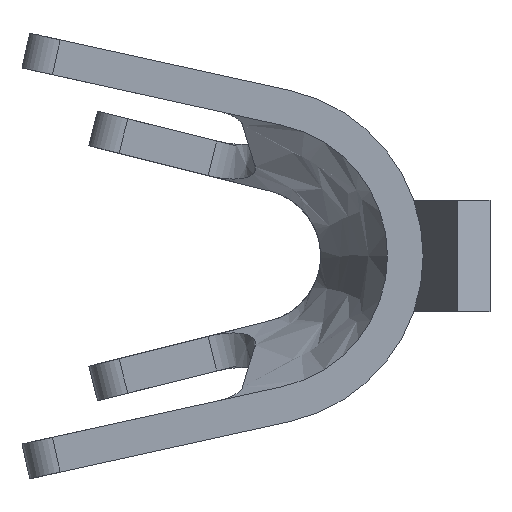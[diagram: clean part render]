
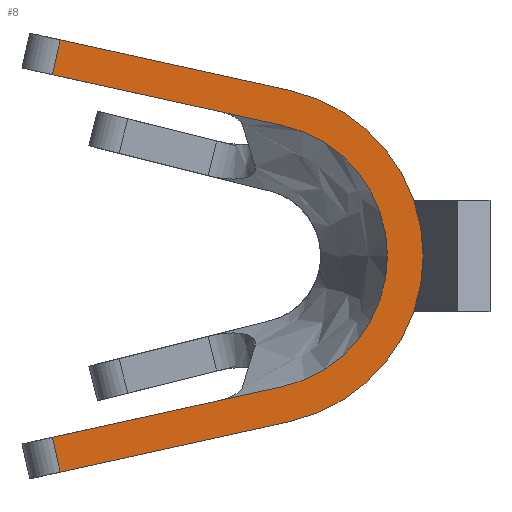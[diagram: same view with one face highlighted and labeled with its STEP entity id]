
A CAD part, left-side view. The second image highlights one B-rep face of the part: STEP entity #8.
In plain terms, the highlighted planar face has unit normal (-1, 0, 0).
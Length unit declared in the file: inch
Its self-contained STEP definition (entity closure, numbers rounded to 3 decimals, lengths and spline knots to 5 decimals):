
#8 = ADVANCED_FACE ( 'NONE', ( #1549 ), #624, .F. ) ;
#23 = EDGE_LOOP ( 'NONE', ( #2411, #56, #2667, #403, #886, #761, #151, #1056 ) ) ;
#56 = ORIENTED_EDGE ( 'NONE', *, *, #743, .T. ) ;
#151 = ORIENTED_EDGE ( 'NONE', *, *, #2545, .F. ) ;
#187 = AXIS2_PLACEMENT_3D ( 'NONE', #1547, #302, #1753 ) ;
#191 = CARTESIAN_POINT ( 'NONE',  ( -0.265, -0.00818, -0.03711 ) ) ;
#258 = CIRCLE ( 'NONE', #187, 0.03 ) ;
#289 = VERTEX_POINT ( 'NONE', #1571 ) ;
#302 = DIRECTION ( 'NONE',  ( -1., 0., 0. ) ) ;
#316 = CARTESIAN_POINT ( 'NONE',  ( -0.265, -0.00646, -0.0293 ) ) ;
#403 = ORIENTED_EDGE ( 'NONE', *, *, #1819, .F. ) ;
#503 = VERTEX_POINT ( 'NONE', #191 ) ;
#533 = CIRCLE ( 'NONE', #1098, 0.038 ) ;
#564 = VECTOR ( 'NONE', #1711, 39.37008 ) ;
#624 = PLANE ( 'NONE',  #1212 ) ;
#699 = CARTESIAN_POINT ( 'NONE',  ( -0.265, -0.00646, 0.0293 ) ) ;
#702 = DIRECTION ( 'NONE',  ( 0., -0.977, -0.215 ) ) ;
#728 = EDGE_CURVE ( 'NONE', #2233, #1631, #1128, .T. ) ;
#743 = EDGE_CURVE ( 'NONE', #2542, #2335, #1196, .T. ) ;
#761 = ORIENTED_EDGE ( 'NONE', *, *, #728, .T. ) ;
#886 = ORIENTED_EDGE ( 'NONE', *, *, #919, .F. ) ;
#887 = DIRECTION ( 'NONE',  ( 0., -0.215, -0.977 ) ) ;
#919 = EDGE_CURVE ( 'NONE', #2233, #289, #1964, .T. ) ;
#963 = DIRECTION ( 'NONE',  ( 0., 0.977, 0.215 ) ) ;
#978 = LINE ( 'NONE', #1893, #2082 ) ;
#1055 = CARTESIAN_POINT ( 'NONE',  ( -0.265, 0., 0. ) ) ;
#1056 = ORIENTED_EDGE ( 'NONE', *, *, #2454, .F. ) ;
#1098 = AXIS2_PLACEMENT_3D ( 'NONE', #2432, #1180, #2671 ) ;
#1111 = CARTESIAN_POINT ( 'NONE',  ( -0.265, 0.04344, -0.04849 ) ) ;
#1128 = LINE ( 'NONE', #1915, #564 ) ;
#1180 = DIRECTION ( 'NONE',  ( 1., 0., 0. ) ) ;
#1188 = VECTOR ( 'NONE', #2643, 39.37008 ) ;
#1196 = LINE ( 'NONE', #1929, #2164 ) ;
#1212 = AXIS2_PLACEMENT_3D ( 'NONE', #1055, #1669, #2095 ) ;
#1271 = CARTESIAN_POINT ( 'NONE',  ( -0.265, 0.04344, 0.04849 ) ) ;
#1359 = VECTOR ( 'NONE', #702, 39.37008 ) ;
#1436 = EDGE_CURVE ( 'NONE', #503, #2335, #978, .T. ) ;
#1547 = CARTESIAN_POINT ( 'NONE',  ( -0.265, 0., 0. ) ) ;
#1549 = FACE_OUTER_BOUND ( 'NONE', #23, .T. ) ;
#1571 = CARTESIAN_POINT ( 'NONE',  ( -0.265, -0.00818, 0.03711 ) ) ;
#1594 = VECTOR ( 'NONE', #963, 39.37008 ) ;
#1631 = VERTEX_POINT ( 'NONE', #2356 ) ;
#1669 = DIRECTION ( 'NONE',  ( 1., 0., 0. ) ) ;
#1711 = DIRECTION ( 'NONE',  ( 0., 0.215, -0.977 ) ) ;
#1717 = LINE ( 'NONE', #2011, #1594 ) ;
#1749 = CARTESIAN_POINT ( 'NONE',  ( -0.265, -0.00818, 0.03711 ) ) ;
#1753 = DIRECTION ( 'NONE',  ( 0., 0., -1. ) ) ;
#1791 = CARTESIAN_POINT ( 'NONE',  ( -0.265, 0.04516, -0.04068 ) ) ;
#1819 = EDGE_CURVE ( 'NONE', #289, #503, #533, .T. ) ;
#1837 = VERTEX_POINT ( 'NONE', #2223 ) ;
#1893 = CARTESIAN_POINT ( 'NONE',  ( -0.265, -0.00818, -0.03711 ) ) ;
#1915 = CARTESIAN_POINT ( 'NONE',  ( -0.265, 0.05162, 0.01138 ) ) ;
#1929 = CARTESIAN_POINT ( 'NONE',  ( -0.265, 0.05162, -0.01138 ) ) ;
#1964 = LINE ( 'NONE', #1749, #1359 ) ;
#2011 = CARTESIAN_POINT ( 'NONE',  ( -0.265, -0.00646, 0.0293 ) ) ;
#2082 = VECTOR ( 'NONE', #2103, 39.37008 ) ;
#2095 = DIRECTION ( 'NONE',  ( 0., 0., -1. ) ) ;
#2103 = DIRECTION ( 'NONE',  ( 0., 0.977, -0.215 ) ) ;
#2164 = VECTOR ( 'NONE', #887, 39.37008 ) ;
#2223 = CARTESIAN_POINT ( 'NONE',  ( -0.265, -0.00646, -0.0293 ) ) ;
#2233 = VERTEX_POINT ( 'NONE', #1271 ) ;
#2285 = LINE ( 'NONE', #316, #1188 ) ;
#2335 = VERTEX_POINT ( 'NONE', #1111 ) ;
#2356 = CARTESIAN_POINT ( 'NONE',  ( -0.265, 0.04516, 0.04068 ) ) ;
#2411 = ORIENTED_EDGE ( 'NONE', *, *, #2488, .F. ) ;
#2432 = CARTESIAN_POINT ( 'NONE',  ( -0.265, 0., 0. ) ) ;
#2449 = VERTEX_POINT ( 'NONE', #699 ) ;
#2454 = EDGE_CURVE ( 'NONE', #1837, #2449, #258, .T. ) ;
#2488 = EDGE_CURVE ( 'NONE', #2542, #1837, #2285, .T. ) ;
#2542 = VERTEX_POINT ( 'NONE', #1791 ) ;
#2545 = EDGE_CURVE ( 'NONE', #2449, #1631, #1717, .T. ) ;
#2643 = DIRECTION ( 'NONE',  ( 0., -0.977, 0.215 ) ) ;
#2667 = ORIENTED_EDGE ( 'NONE', *, *, #1436, .F. ) ;
#2671 = DIRECTION ( 'NONE',  ( 0., 0., -1. ) ) ;
